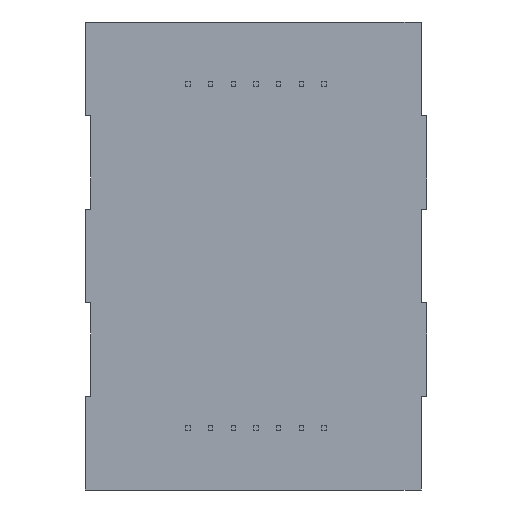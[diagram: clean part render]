
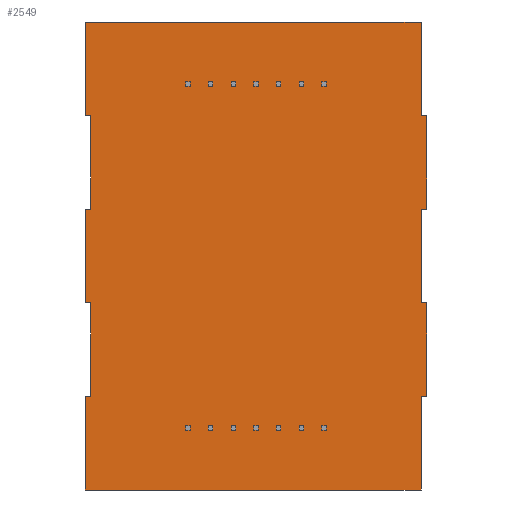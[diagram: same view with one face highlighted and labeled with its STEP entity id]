
A CAD part, front view. The second image highlights one B-rep face of the part: STEP entity #2549.
In plain terms, the highlighted planar face has unit normal (0, -1, 0).
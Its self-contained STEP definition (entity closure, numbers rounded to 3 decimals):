
#134=PLANE('',#2823);
#310=FACE_OUTER_BOUND('',#521,.T.);
#521=EDGE_LOOP('',(#2067,#2068,#2069,#2070,#2071,#2072,#2073,#2074,#2075,
#2076,#2077,#2078,#2079,#2080,#2081,#2082,#2083,#2084,#2085,#2086));
#643=LINE('',#3918,#906);
#646=LINE('',#3924,#909);
#649=LINE('',#3930,#912);
#652=LINE('',#3936,#915);
#655=LINE('',#3942,#918);
#658=LINE('',#3948,#921);
#661=LINE('',#3954,#924);
#664=LINE('',#3960,#927);
#667=LINE('',#3966,#930);
#670=LINE('',#3972,#933);
#673=LINE('',#3978,#936);
#676=LINE('',#3984,#939);
#679=LINE('',#3990,#942);
#682=LINE('',#3996,#945);
#685=LINE('',#4002,#948);
#688=LINE('',#4008,#951);
#691=LINE('',#4014,#954);
#694=LINE('',#4020,#957);
#697=LINE('',#4026,#960);
#700=LINE('',#4030,#963);
#906=VECTOR('',#3229,10.);
#909=VECTOR('',#3234,10.);
#912=VECTOR('',#3239,10.);
#915=VECTOR('',#3244,10.);
#918=VECTOR('',#3249,10.);
#921=VECTOR('',#3254,10.);
#924=VECTOR('',#3259,10.);
#927=VECTOR('',#3264,10.);
#930=VECTOR('',#3269,10.);
#933=VECTOR('',#3274,10.);
#936=VECTOR('',#3279,10.);
#939=VECTOR('',#3284,10.);
#942=VECTOR('',#3289,10.);
#945=VECTOR('',#3294,10.);
#948=VECTOR('',#3299,10.);
#951=VECTOR('',#3304,10.);
#954=VECTOR('',#3309,10.);
#957=VECTOR('',#3314,10.);
#960=VECTOR('',#3319,10.);
#963=VECTOR('',#3324,10.);
#1274=VERTEX_POINT('',#3915);
#1275=VERTEX_POINT('',#3917);
#1277=VERTEX_POINT('',#3923);
#1279=VERTEX_POINT('',#3929);
#1281=VERTEX_POINT('',#3935);
#1283=VERTEX_POINT('',#3941);
#1285=VERTEX_POINT('',#3947);
#1287=VERTEX_POINT('',#3953);
#1289=VERTEX_POINT('',#3959);
#1291=VERTEX_POINT('',#3965);
#1293=VERTEX_POINT('',#3971);
#1295=VERTEX_POINT('',#3977);
#1297=VERTEX_POINT('',#3983);
#1299=VERTEX_POINT('',#3989);
#1301=VERTEX_POINT('',#3995);
#1303=VERTEX_POINT('',#4001);
#1305=VERTEX_POINT('',#4007);
#1307=VERTEX_POINT('',#4013);
#1309=VERTEX_POINT('',#4019);
#1311=VERTEX_POINT('',#4025);
#1531=EDGE_CURVE('',#1275,#1274,#643,.T.);
#1534=EDGE_CURVE('',#1277,#1275,#646,.T.);
#1537=EDGE_CURVE('',#1279,#1277,#649,.T.);
#1540=EDGE_CURVE('',#1281,#1279,#652,.T.);
#1543=EDGE_CURVE('',#1283,#1281,#655,.T.);
#1546=EDGE_CURVE('',#1285,#1283,#658,.T.);
#1549=EDGE_CURVE('',#1287,#1285,#661,.T.);
#1552=EDGE_CURVE('',#1289,#1287,#664,.T.);
#1555=EDGE_CURVE('',#1291,#1289,#667,.T.);
#1558=EDGE_CURVE('',#1293,#1291,#670,.T.);
#1561=EDGE_CURVE('',#1295,#1293,#673,.T.);
#1564=EDGE_CURVE('',#1297,#1295,#676,.T.);
#1567=EDGE_CURVE('',#1299,#1297,#679,.T.);
#1570=EDGE_CURVE('',#1301,#1299,#682,.T.);
#1573=EDGE_CURVE('',#1303,#1301,#685,.T.);
#1576=EDGE_CURVE('',#1305,#1303,#688,.T.);
#1579=EDGE_CURVE('',#1307,#1305,#691,.T.);
#1582=EDGE_CURVE('',#1309,#1307,#694,.T.);
#1585=EDGE_CURVE('',#1311,#1309,#697,.T.);
#1588=EDGE_CURVE('',#1274,#1311,#700,.T.);
#2067=ORIENTED_EDGE('',*,*,#1588,.T.);
#2068=ORIENTED_EDGE('',*,*,#1585,.T.);
#2069=ORIENTED_EDGE('',*,*,#1582,.T.);
#2070=ORIENTED_EDGE('',*,*,#1579,.T.);
#2071=ORIENTED_EDGE('',*,*,#1576,.T.);
#2072=ORIENTED_EDGE('',*,*,#1573,.T.);
#2073=ORIENTED_EDGE('',*,*,#1570,.T.);
#2074=ORIENTED_EDGE('',*,*,#1567,.T.);
#2075=ORIENTED_EDGE('',*,*,#1564,.T.);
#2076=ORIENTED_EDGE('',*,*,#1561,.T.);
#2077=ORIENTED_EDGE('',*,*,#1558,.T.);
#2078=ORIENTED_EDGE('',*,*,#1555,.T.);
#2079=ORIENTED_EDGE('',*,*,#1552,.T.);
#2080=ORIENTED_EDGE('',*,*,#1549,.T.);
#2081=ORIENTED_EDGE('',*,*,#1546,.T.);
#2082=ORIENTED_EDGE('',*,*,#1543,.T.);
#2083=ORIENTED_EDGE('',*,*,#1540,.T.);
#2084=ORIENTED_EDGE('',*,*,#1537,.T.);
#2085=ORIENTED_EDGE('',*,*,#1534,.T.);
#2086=ORIENTED_EDGE('',*,*,#1531,.T.);
#2549=ADVANCED_FACE('',(#310),#134,.T.);
#2823=AXIS2_PLACEMENT_3D('',#4032,#3327,#3328);
#3229=DIRECTION('',(-1.,0.,0.));
#3234=DIRECTION('',(0.,0.,1.));
#3239=DIRECTION('',(1.,0.,0.));
#3244=DIRECTION('',(0.,0.,1.));
#3249=DIRECTION('',(-1.,0.,0.));
#3254=DIRECTION('',(0.,0.,1.));
#3259=DIRECTION('',(1.,0.,0.));
#3264=DIRECTION('',(0.,0.,1.));
#3269=DIRECTION('',(1.,0.,0.));
#3274=DIRECTION('',(0.,0.,-1.));
#3279=DIRECTION('',(-1.,0.,0.));
#3284=DIRECTION('',(0.,0.,-1.));
#3289=DIRECTION('',(1.,0.,0.));
#3294=DIRECTION('',(0.,0.,-1.));
#3299=DIRECTION('',(-1.,0.,0.));
#3304=DIRECTION('',(0.,0.,-1.));
#3309=DIRECTION('',(1.,0.,0.));
#3314=DIRECTION('',(0.,0.,-1.));
#3319=DIRECTION('',(-1.,0.,0.));
#3324=DIRECTION('',(0.,0.,1.));
#3327=DIRECTION('center_axis',(0.,-1.,0.));
#3328=DIRECTION('ref_axis',(0.,0.,-1.));
#3915=CARTESIAN_POINT('',(18.48,-8.5,15.72));
#3917=CARTESIAN_POINT('',(19.14,-8.5,15.72));
#3918=CARTESIAN_POINT('',(18.48,-8.5,15.72));
#3923=CARTESIAN_POINT('',(19.14,-8.5,5.24));
#3924=CARTESIAN_POINT('',(19.14,-8.5,5.24));
#3929=CARTESIAN_POINT('',(18.48,-8.5,5.24));
#3930=CARTESIAN_POINT('',(18.48,-8.5,5.24));
#3935=CARTESIAN_POINT('',(18.48,-8.5,-5.24));
#3936=CARTESIAN_POINT('',(18.48,-8.5,-5.24));
#3941=CARTESIAN_POINT('',(19.14,-8.5,-5.24));
#3942=CARTESIAN_POINT('',(19.14,-8.5,-5.24));
#3947=CARTESIAN_POINT('',(19.14,-8.5,-15.72));
#3948=CARTESIAN_POINT('',(19.14,-8.5,-15.72));
#3953=CARTESIAN_POINT('',(18.48,-8.5,-15.72));
#3954=CARTESIAN_POINT('',(18.48,-8.5,-15.72));
#3959=CARTESIAN_POINT('',(18.48,-8.5,-26.2));
#3960=CARTESIAN_POINT('',(18.48,-8.5,-26.2));
#3965=CARTESIAN_POINT('',(-19.14,-8.5,-26.2));
#3966=CARTESIAN_POINT('',(-19.14,-8.5,-26.2));
#3971=CARTESIAN_POINT('',(-19.14,-8.5,-15.72));
#3972=CARTESIAN_POINT('',(-19.14,-8.5,-15.72));
#3977=CARTESIAN_POINT('',(-18.48,-8.5,-15.72));
#3978=CARTESIAN_POINT('',(-18.48,-8.5,-15.72));
#3983=CARTESIAN_POINT('',(-18.48,-8.5,-5.24));
#3984=CARTESIAN_POINT('',(-18.48,-8.5,-5.24));
#3989=CARTESIAN_POINT('',(-19.14,-8.5,-5.24));
#3990=CARTESIAN_POINT('',(-18.48,-8.5,-5.24));
#3995=CARTESIAN_POINT('',(-19.14,-8.5,5.24));
#3996=CARTESIAN_POINT('',(-19.14,-8.5,5.24));
#4001=CARTESIAN_POINT('',(-18.48,-8.5,5.24));
#4002=CARTESIAN_POINT('',(-19.14,-8.5,5.24));
#4007=CARTESIAN_POINT('',(-18.48,-8.5,15.72));
#4008=CARTESIAN_POINT('',(-18.48,-8.5,15.72));
#4013=CARTESIAN_POINT('',(-19.14,-8.5,15.72));
#4014=CARTESIAN_POINT('',(-19.14,-8.5,15.72));
#4019=CARTESIAN_POINT('',(-19.14,-8.5,26.2));
#4020=CARTESIAN_POINT('',(-19.14,-8.5,26.2));
#4025=CARTESIAN_POINT('',(18.48,-8.5,26.2));
#4026=CARTESIAN_POINT('',(18.48,-8.5,26.2));
#4030=CARTESIAN_POINT('',(18.48,-8.5,15.72));
#4032=CARTESIAN_POINT('Origin',(0.,-8.5,0.));
